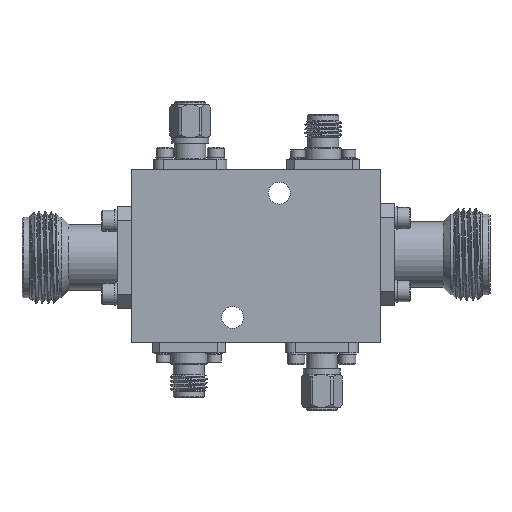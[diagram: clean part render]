
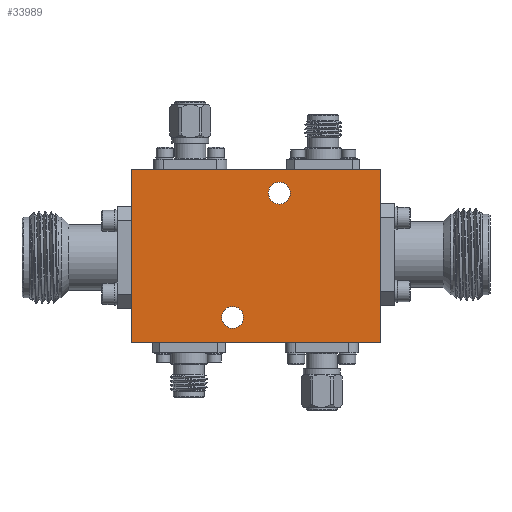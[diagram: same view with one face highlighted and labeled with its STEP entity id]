
A CAD part, front view. The second image highlights one B-rep face of the part: STEP entity #33989.
In plain terms, the highlighted planar face has unit normal (0, -1, 0).
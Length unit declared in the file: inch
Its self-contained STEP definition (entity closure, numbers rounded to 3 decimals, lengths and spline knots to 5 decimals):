
#77 = LINE ( 'NONE', #19053, #32066 ) ;
#1137 = DIRECTION ( 'NONE',  ( 0., 0., 1. ) ) ;
#2897 = EDGE_LOOP ( 'NONE', ( #21265, #19861, #9213, #17291 ) ) ;
#3089 = CARTESIAN_POINT ( 'NONE',  ( -0.16, -0.455, -0.42 ) ) ;
#3470 = VERTEX_POINT ( 'NONE', #20568 ) ;
#4173 = EDGE_CURVE ( 'NONE', #38709, #38709, #7424, .T. ) ;
#6059 = FACE_BOUND ( 'NONE', #16086, .T. ) ;
#7424 = CIRCLE ( 'NONE', #18384, 0.075 ) ;
#8310 = VERTEX_POINT ( 'NONE', #33802 ) ;
#9213 = ORIENTED_EDGE ( 'NONE', *, *, #37659, .F. ) ;
#9363 = DIRECTION ( 'NONE',  ( 0., 1., 0. ) ) ;
#10426 = CARTESIAN_POINT ( 'NONE',  ( -0.85, -0.455, 0.59 ) ) ;
#10722 = EDGE_CURVE ( 'NONE', #30564, #3470, #18628, .T. ) ;
#12092 = ORIENTED_EDGE ( 'NONE', *, *, #4173, .T. ) ;
#14206 = VECTOR ( 'NONE', #1137, 39.37008 ) ;
#15017 = DIRECTION ( 'NONE',  ( 0., 0., 1. ) ) ;
#16086 = EDGE_LOOP ( 'NONE', ( #34781 ) ) ;
#17113 = CARTESIAN_POINT ( 'NONE',  ( -0.85, -0.455, -0.59 ) ) ;
#17291 = ORIENTED_EDGE ( 'NONE', *, *, #37483, .F. ) ;
#17863 = EDGE_LOOP ( 'NONE', ( #12092 ) ) ;
#18085 = DIRECTION ( 'NONE',  ( 0., 1., 0. ) ) ;
#18384 = AXIS2_PLACEMENT_3D ( 'NONE', #3089, #9363, #40180 ) ;
#18563 = CARTESIAN_POINT ( 'NONE',  ( 0.85, -0.455, -0.59 ) ) ;
#18628 = LINE ( 'NONE', #27260, #27848 ) ;
#19053 = CARTESIAN_POINT ( 'NONE',  ( -0.85, -0.455, -0.59 ) ) ;
#19335 = EDGE_CURVE ( 'NONE', #3470, #39627, #34168, .T. ) ;
#19861 = ORIENTED_EDGE ( 'NONE', *, *, #10722, .F. ) ;
#20568 = CARTESIAN_POINT ( 'NONE',  ( 0.85, -0.455, 0.59 ) ) ;
#20872 = CARTESIAN_POINT ( 'NONE',  ( -0.85, -0.455, 0.59 ) ) ;
#21265 = ORIENTED_EDGE ( 'NONE', *, *, #19335, .F. ) ;
#21593 = FACE_OUTER_BOUND ( 'NONE', #2897, .T. ) ;
#24631 = CARTESIAN_POINT ( 'NONE',  ( 0.16, -0.455, 0.43 ) ) ;
#24666 = AXIS2_PLACEMENT_3D ( 'NONE', #24631, #18085, #15017 ) ;
#25928 = FACE_BOUND ( 'NONE', #17863, .T. ) ;
#26106 = EDGE_CURVE ( 'NONE', #8310, #8310, #39642, .T. ) ;
#27112 = AXIS2_PLACEMENT_3D ( 'NONE', #38801, #29470, #35716 ) ;
#27260 = CARTESIAN_POINT ( 'NONE',  ( -0.85, -0.455, 0.59 ) ) ;
#27848 = VECTOR ( 'NONE', #33987, 39.37008 ) ;
#28002 = DIRECTION ( 'NONE',  ( -1., 0., 0. ) ) ;
#29470 = DIRECTION ( 'NONE',  ( 0., -1., 0. ) ) ;
#30564 = VERTEX_POINT ( 'NONE', #20872 ) ;
#30772 = CARTESIAN_POINT ( 'NONE',  ( 0.85, -0.455, 0.59 ) ) ;
#30896 = DIRECTION ( 'NONE',  ( 0., 0., -1. ) ) ;
#31431 = VERTEX_POINT ( 'NONE', #17113 ) ;
#31607 = LINE ( 'NONE', #10426, #14206 ) ;
#32066 = VECTOR ( 'NONE', #28002, 39.37008 ) ;
#32175 = PLANE ( 'NONE',  #27112 ) ;
#32333 = CARTESIAN_POINT ( 'NONE',  ( -0.16, -0.455, -0.345 ) ) ;
#33802 = CARTESIAN_POINT ( 'NONE',  ( 0.16, -0.455, 0.505 ) ) ;
#33987 = DIRECTION ( 'NONE',  ( 1., 0., 0. ) ) ;
#33989 = ADVANCED_FACE ( 'NONE', ( #25928, #6059, #21593 ), #32175, .T. ) ;
#34168 = LINE ( 'NONE', #30772, #39020 ) ;
#34781 = ORIENTED_EDGE ( 'NONE', *, *, #26106, .T. ) ;
#35716 = DIRECTION ( 'NONE',  ( 0., 0., -1. ) ) ;
#37483 = EDGE_CURVE ( 'NONE', #39627, #31431, #77, .T. ) ;
#37659 = EDGE_CURVE ( 'NONE', #31431, #30564, #31607, .T. ) ;
#38709 = VERTEX_POINT ( 'NONE', #32333 ) ;
#38801 = CARTESIAN_POINT ( 'NONE',  ( 0., -0.455, 0. ) ) ;
#39020 = VECTOR ( 'NONE', #30896, 39.37008 ) ;
#39627 = VERTEX_POINT ( 'NONE', #18563 ) ;
#39642 = CIRCLE ( 'NONE', #24666, 0.075 ) ;
#40180 = DIRECTION ( 'NONE',  ( 0., 0., 1. ) ) ;
